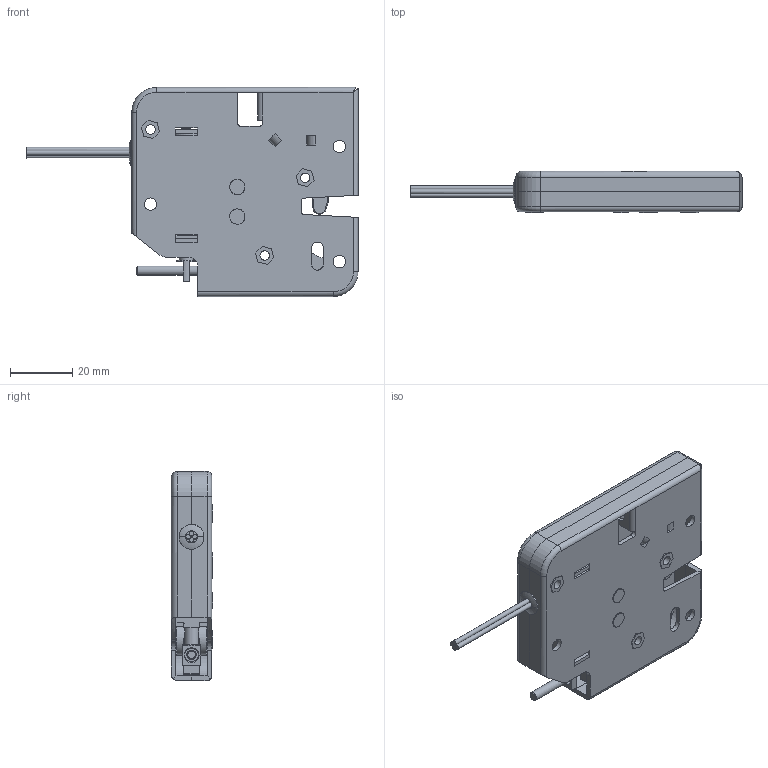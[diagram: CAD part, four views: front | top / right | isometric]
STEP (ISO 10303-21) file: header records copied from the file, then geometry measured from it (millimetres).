
FILE_DESCRIPTION(/* description */ (''),/* implementation_level */ '2;1');
FILE_NAME(/* name */ 'LNL-77E-6772_Shrinkwrap_1.stp',/* time_stamp */ '2022-01-31T14:09:14-06:00',/* author */ ('mpekovitch'),/* organization */ (''),/* preprocessor_version */ 'ST-DEVELOPER v18.1',/* originating_system */ 'Autodesk Inventor 2020',/* authorisation */ '');
FILE_SCHEMA (('AUTOMOTIVE_DESIGN { 1 0 10303 214 3 1 1 }'));
Length unit declared in the file: inch
Products named in the file (1): LNL-77E-6772_Shrinkwrap_1
Bounding box: 106.7 x 13.3 x 67.2 mm (x, y, z)
Volume: 25168.6 mm3; surface area: 33699 mm2
Topology: 12 solids, 12 shells, 606 faces, 1588 edges, 1019 vertices
Faces by surface type: plane 334, cylinder 146, bspline 57, cone 38, torus 31
Full cylindrical faces by diameter (mm): 1.5 x8, 1.8 x3, 2.4 x2, 2.5 x2, 3 x5, 3.2 x1, 3.8 x1, 4 x9, 4.4 x1, 4.5 x2, 4.7 x1, 4.9 x6, 5 x1, 5.05 x1, 5.45 x1, 5.8 x2, 6 x1, 8 x2, 8.971 x1, 9 x1, 9.8 x1, 10 x1
Entity records: 22896 total; most frequent: CARTESIAN_POINT 7053, ORIENTED_EDGE 3176, DIRECTION 3095, EDGE_CURVE 1588, AXIS2_PLACEMENT_3D 1063, VERTEX_POINT 1019, LINE 969, VECTOR 969
